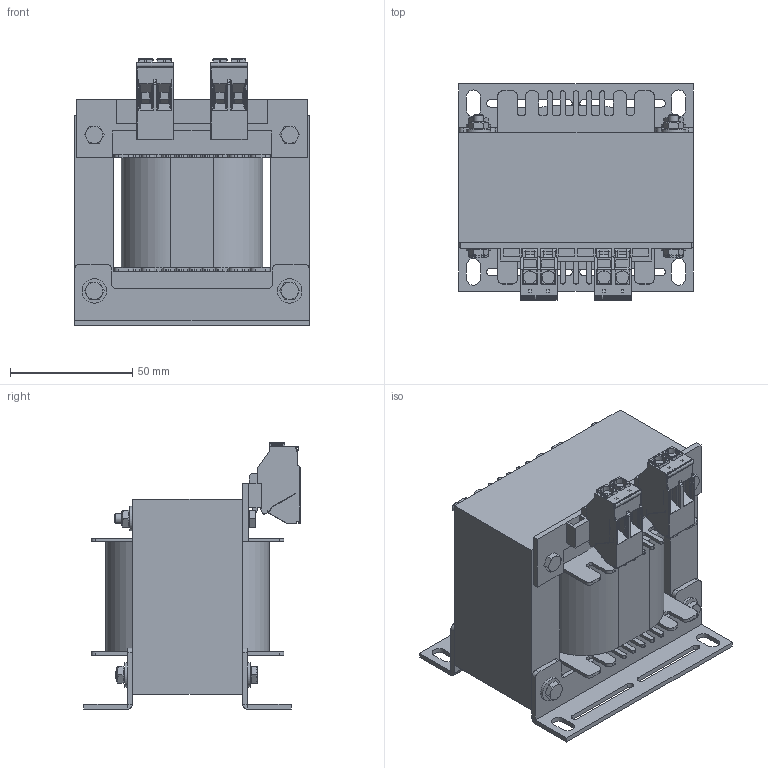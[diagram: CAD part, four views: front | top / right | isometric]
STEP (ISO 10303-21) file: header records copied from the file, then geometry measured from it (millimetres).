
FILE_DESCRIPTION(/* description */ (''),/* implementation_level */ '2;1');
FILE_NAME(/* name */ 'TS001203000.stp',/* time_stamp */ '2022-09-20T14:20:57+02:00',/* author */ ('velazquez'),/* organization */ ('MANUMAG'),/* preprocessor_version */ 'ST-DEVELOPER v19.2',/* originating_system */ 'Autodesk Inventor 2023',/* authorisation */ '');
FILE_SCHEMA (('AUTOMOTIVE_DESIGN { 1 0 10303 214 3 1 1 }'));
Products named in the file (10): TS001203000; EI96 x 80 - 45 (RC32); AF32DIN; centrador M4; EI96; 96 X 80 - 45 RC 32; DIN 933 - M4  x 55; DIN 934 - M4; ficha2faston1223_TKS_4_2; 1223_TKS_4_2 NARANJA
Assembly tree (21 placements, depth 2):
  TS001203000
    EI96 x 80 - 45 (RC32)
    AF32DIN  x2
    centrador M4  x6
    EI96
    96 X 80 - 45 RC 32
    DIN 933 - M4  x 55  x4
    DIN 934 - M4  x4
    ficha2faston1223_TKS_4_2
    1223_TKS_4_2 NARANJA
Bounding box: 96 x 88.7 x 109 mm (x, y, z)
Volume: 406860.9 mm3; surface area: 107141.7 mm2
Topology: 21 solids, 21 shells, 3890 faces, 10822 edges, 7040 vertices
Faces by surface type: plane 3076, cylinder 574, bspline 106, torus 82, cone 48, sphere 4
Full cylindrical faces by diameter (mm): 3.242 x4, 3.621 x4, 4 x12, 4.9 x6, 5.5 x4, 5.8 x4, 5.9 x4, 10 x6
Entity records: 124463 total; most frequent: CARTESIAN_POINT 25624, ORIENTED_EDGE 20856, DIRECTION 18825, EDGE_CURVE 10428, LINE 9023, VECTOR 9023, VERTEX_POINT 6798, AXIS2_PLACEMENT_3D 4901
